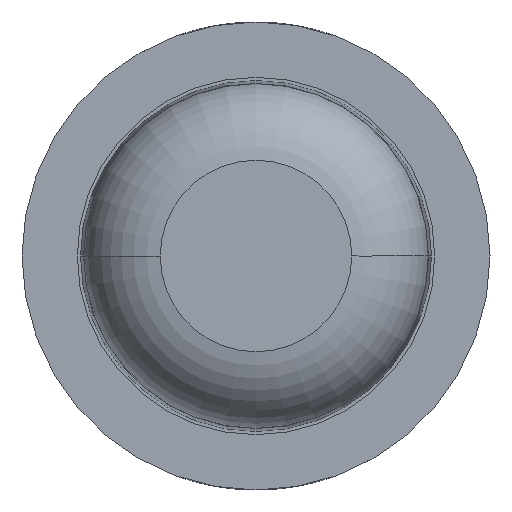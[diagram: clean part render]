
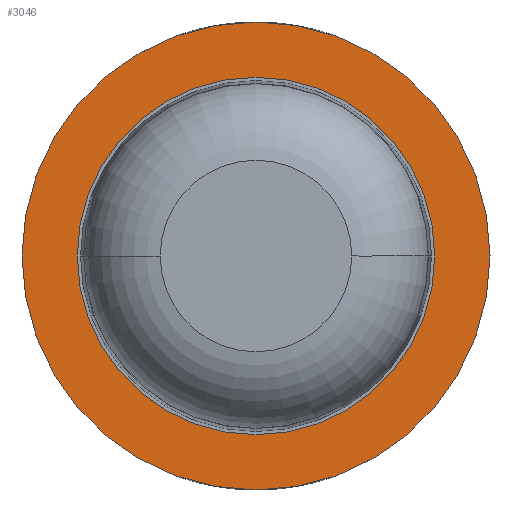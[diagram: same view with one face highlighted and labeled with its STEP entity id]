
A CAD part, front view. The second image highlights one B-rep face of the part: STEP entity #3046.
In plain terms, the highlighted planar face has unit normal (0, -1, 0).
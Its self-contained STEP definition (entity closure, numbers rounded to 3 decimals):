
#2 = ORIENTED_EDGE ( 'NONE', *, *, #2602, .F. ) ;
#50 = EDGE_LOOP ( 'NONE', ( #4024, #480 ) ) ;
#256 = CARTESIAN_POINT ( 'NONE',  ( 1.1, -7., 0. ) ) ;
#367 = VERTEX_POINT ( 'NONE', #2050 ) ;
#387 = CIRCLE ( 'NONE', #1215, 0.825 ) ;
#436 = FACE_BOUND ( 'NONE', #50, .T. ) ;
#480 = ORIENTED_EDGE ( 'NONE', *, *, #1788, .T. ) ;
#692 = CARTESIAN_POINT ( 'NONE',  ( 0., -7., 0. ) ) ;
#749 = AXIS2_PLACEMENT_3D ( 'NONE', #1088, #2097, #4626 ) ;
#875 = VERTEX_POINT ( 'NONE', #3776 ) ;
#1021 = CIRCLE ( 'NONE', #4020, 0.825 ) ;
#1088 = CARTESIAN_POINT ( 'NONE',  ( 0., -7., 0. ) ) ;
#1094 = AXIS2_PLACEMENT_3D ( 'NONE', #256, #1386, #3079 ) ;
#1215 = AXIS2_PLACEMENT_3D ( 'NONE', #4291, #2138, #3575 ) ;
#1386 = DIRECTION ( 'NONE',  ( 0., 1., 0. ) ) ;
#1444 = DIRECTION ( 'NONE',  ( -1., 0., 0. ) ) ;
#1479 = CARTESIAN_POINT ( 'NONE',  ( 0., -7., 0. ) ) ;
#1540 = CARTESIAN_POINT ( 'NONE',  ( -0.825, -7., 0. ) ) ;
#1763 = EDGE_CURVE ( 'Defeature ausgef�hrt2_9+Defeature ausgef�hrt2_8+Defeature ausgef�hrt2_8+Defeature ausgef�hrt2_8', #2903, #875, #1021, .T. ) ;
#1788 = EDGE_CURVE ( 'Defeature ausgef�hrt2_9+Defeature ausgef�hrt2_8+Defeature ausgef�hrt2_8+Defeature ausgef�hrt2_8', #875, #2903, #387, .T. ) ;
#2050 = CARTESIAN_POINT ( 'NONE',  ( 1.1, -7., 0. ) ) ;
#2097 = DIRECTION ( 'NONE',  ( 0., 1., 0. ) ) ;
#2126 = CIRCLE ( 'NONE', #749, 1.1 ) ;
#2138 = DIRECTION ( 'NONE',  ( 0., 1., 0. ) ) ;
#2485 = CARTESIAN_POINT ( 'NONE',  ( -1.1, -7., 0. ) ) ;
#2587 = AXIS2_PLACEMENT_3D ( 'NONE', #692, #2817, #1444 ) ;
#2602 = EDGE_CURVE ( 'Defeature ausgef�hrt2_0+Defeature ausgef�hrt2_9+Defeature ausgef�hrt2_9+Defeature ausgef�hrt2_9', #2611, #367, #4615, .T. ) ;
#2611 = VERTEX_POINT ( 'NONE', #2485 ) ;
#2689 = EDGE_CURVE ( 'Defeature ausgef�hrt2_0+Defeature ausgef�hrt2_9+Defeature ausgef�hrt2_9+Defeature ausgef�hrt2_9', #367, #2611, #2126, .T. ) ;
#2757 = PLANE ( 'NONE',  #1094 ) ;
#2817 = DIRECTION ( 'NONE',  ( 0., 1., 0. ) ) ;
#2901 = FACE_OUTER_BOUND ( 'NONE', #3784, .T. ) ;
#2903 = VERTEX_POINT ( 'NONE', #1540 ) ;
#3046 = ADVANCED_FACE ( 'Defeature ausgef�hrt2_9', ( #2901, #436 ), #2757, .F. ) ;
#3079 = DIRECTION ( 'NONE',  ( -1., 0., 0. ) ) ;
#3575 = DIRECTION ( 'NONE',  ( -1., 0., 0. ) ) ;
#3776 = CARTESIAN_POINT ( 'NONE',  ( 0.825, -7., 0. ) ) ;
#3784 = EDGE_LOOP ( 'NONE', ( #2, #3926 ) ) ;
#3926 = ORIENTED_EDGE ( 'NONE', *, *, #2689, .F. ) ;
#3951 = DIRECTION ( 'NONE',  ( -1., 0., 0. ) ) ;
#4020 = AXIS2_PLACEMENT_3D ( 'NONE', #1479, #4631, #3951 ) ;
#4024 = ORIENTED_EDGE ( 'NONE', *, *, #1763, .T. ) ;
#4291 = CARTESIAN_POINT ( 'NONE',  ( 0., -7., 0. ) ) ;
#4615 = CIRCLE ( 'NONE', #2587, 1.1 ) ;
#4626 = DIRECTION ( 'NONE',  ( -1., 0., 0. ) ) ;
#4631 = DIRECTION ( 'NONE',  ( 0., 1., 0. ) ) ;
